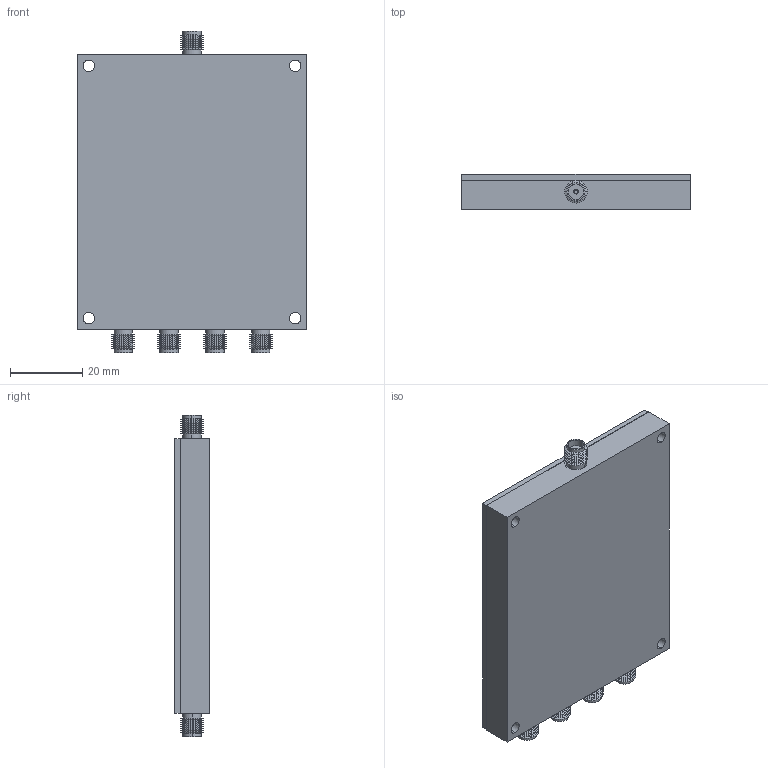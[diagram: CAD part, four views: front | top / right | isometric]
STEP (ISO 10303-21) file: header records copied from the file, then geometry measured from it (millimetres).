
FILE_DESCRIPTION (( 'STEP AP214' ), '1' );
FILE_NAME ('DMS 446_D.STEP', '2022-07-28T17:52:11', ( '' ), ( '' ), 'SwSTEP 2.0', 'SolidWorks 2021', '' );
FILE_SCHEMA (( 'AUTOMOTIVE_DESIGN' ));
Length unit declared in the file: inch
Products named in the file (1): DMS 446_D
Bounding box: 63.5 x 9.65 x 89 mm (x, y, z)
Volume: 46912.6 mm3; surface area: 25450.2 mm2
Topology: 17 solids, 17 shells, 1062 faces, 2667 edges, 1688 vertices
Faces by surface type: cylinder 565, plane 286, cone 180, bspline 31
Entity records: 39869 total; most frequent: CARTESIAN_POINT 7191, DIRECTION 5909, ORIENTED_EDGE 5334, EDGE_CURVE 2667, AXIS2_PLACEMENT_3D 2282, VERTEX_POINT 1688, LINE 1345, VECTOR 1345
